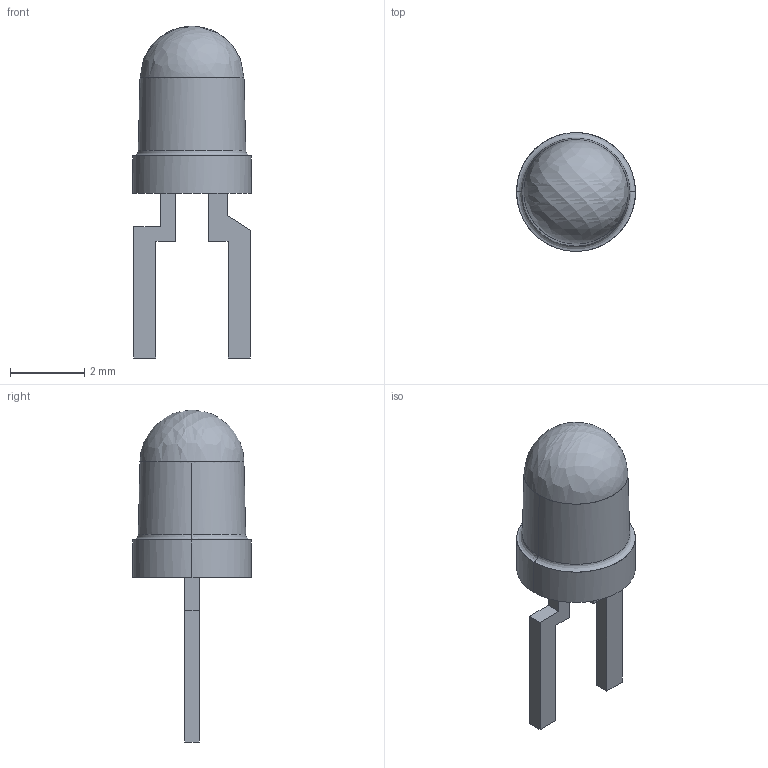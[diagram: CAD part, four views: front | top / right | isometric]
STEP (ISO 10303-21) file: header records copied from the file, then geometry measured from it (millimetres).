
FILE_DESCRIPTION(('FreeCAD Model'),'2;1');
FILE_NAME('Open CASCADE Shape Model','2024-10-28T11:02:52',( 'kicad StepUp'),('ksu MCAD'),'Open CASCADE STEP processor 7.6', 'FreeCAD','Unknown');
FILE_SCHEMA(('AUTOMOTIVE_DESIGN { 1 0 10303 214 1 1 1 1 }'));
Length unit declared in the file: inch
Products named in the file (8): Document; COMPOUND005; COMPOUND; COMPOUND001; COMPOUND002; Cut; Cut001; SHELL
Assembly tree (7 placements, depth 3):
  Document
    COMPOUND005
      COMPOUND
      COMPOUND001
      COMPOUND002
      Cut
      Cut001
    SHELL
Bounding box: 3.2 x 3.2 x 8.94 mm (x, y, z)
Volume: 35.3 mm3; surface area: 105.8 mm2
Topology: 5 solids, 6 shells, 32 faces, 72 edges, 46 vertices
Faces by surface type: plane 24, bspline 8
Entity records: 1404 total; most frequent: CARTESIAN_POINT 654, ORIENTED_EDGE 132, DIRECTION 72, EDGE_CURVE 68, B_SPLINE_CURVE_WITH_KNOTS 48, VERTEX_POINT 46, AXIS2_PLACEMENT_3D 32, ADVANCED_FACE 32
